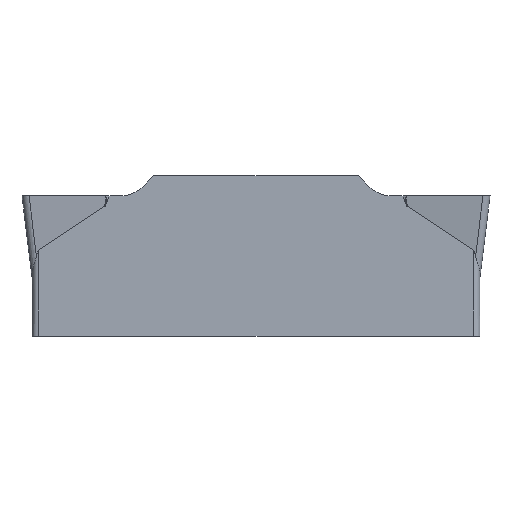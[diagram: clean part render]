
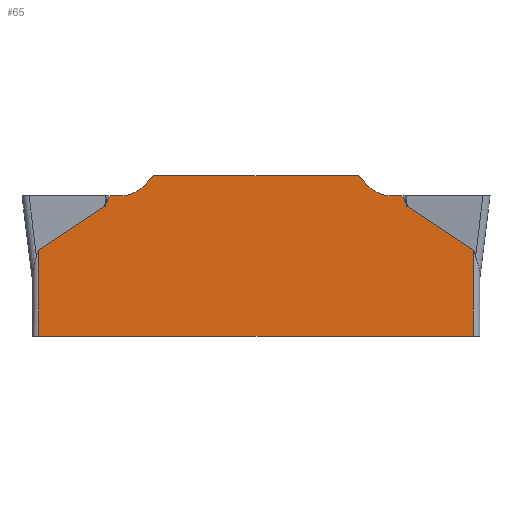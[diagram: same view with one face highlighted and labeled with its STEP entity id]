
A CAD part, left-side view. The second image highlights one B-rep face of the part: STEP entity #65.
In plain terms, the highlighted planar face has unit normal (-1, 0, 0).
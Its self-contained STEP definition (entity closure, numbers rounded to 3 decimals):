
#65=ADVANCED_FACE('',(#119),#99,.T.);
#99=PLANE('',#712);
#119=FACE_OUTER_BOUND('',#153,.T.);
#153=EDGE_LOOP('',(#195,#196,#197,#198,#199,#200,#201,#202,#203,#204,#205,
#206,#207,#208,#209,#210));
#187=CIRCLE('',#710,1.);
#188=CIRCLE('',#711,1.);
#195=ORIENTED_EDGE('',*,*,#451,.F.);
#196=ORIENTED_EDGE('',*,*,#452,.T.);
#197=ORIENTED_EDGE('',*,*,#453,.T.);
#198=ORIENTED_EDGE('',*,*,#454,.T.);
#199=ORIENTED_EDGE('',*,*,#455,.T.);
#200=ORIENTED_EDGE('',*,*,#456,.T.);
#201=ORIENTED_EDGE('',*,*,#457,.T.);
#202=ORIENTED_EDGE('',*,*,#458,.T.);
#203=ORIENTED_EDGE('',*,*,#459,.T.);
#204=ORIENTED_EDGE('',*,*,#460,.T.);
#205=ORIENTED_EDGE('',*,*,#461,.F.);
#206=ORIENTED_EDGE('',*,*,#462,.F.);
#207=ORIENTED_EDGE('',*,*,#463,.F.);
#208=ORIENTED_EDGE('',*,*,#464,.F.);
#209=ORIENTED_EDGE('',*,*,#465,.F.);
#210=ORIENTED_EDGE('',*,*,#466,.F.);
#387=VERTEX_POINT('',#951);
#388=VERTEX_POINT('',#952);
#389=VERTEX_POINT('',#954);
#390=VERTEX_POINT('',#968);
#391=VERTEX_POINT('',#970);
#392=VERTEX_POINT('',#972);
#393=VERTEX_POINT('',#974);
#394=VERTEX_POINT('',#976);
#395=VERTEX_POINT('',#978);
#396=VERTEX_POINT('',#989);
#397=VERTEX_POINT('',#991);
#398=VERTEX_POINT('',#993);
#399=VERTEX_POINT('',#995);
#400=VERTEX_POINT('',#997);
#401=VERTEX_POINT('',#999);
#402=VERTEX_POINT('',#1001);
#451=EDGE_CURVE('',#387,#388,#547,.T.);
#452=EDGE_CURVE('',#387,#389,#548,.T.);
#453=EDGE_CURVE('',#389,#390,#675,.T.);
#454=EDGE_CURVE('',#390,#391,#549,.T.);
#455=EDGE_CURVE('',#391,#392,#550,.T.);
#456=EDGE_CURVE('',#392,#393,#551,.T.);
#457=EDGE_CURVE('',#393,#394,#552,.T.);
#458=EDGE_CURVE('',#394,#395,#553,.T.);
#459=EDGE_CURVE('',#395,#396,#676,.T.);
#460=EDGE_CURVE('',#396,#397,#554,.T.);
#461=EDGE_CURVE('',#398,#397,#555,.T.);
#462=EDGE_CURVE('',#399,#398,#187,.T.);
#463=EDGE_CURVE('',#400,#399,#556,.T.);
#464=EDGE_CURVE('',#401,#400,#557,.T.);
#465=EDGE_CURVE('',#402,#401,#558,.T.);
#466=EDGE_CURVE('',#388,#402,#188,.T.);
#547=LINE('',#950,#607);
#548=LINE('',#953,#608);
#549=LINE('',#969,#609);
#550=LINE('',#971,#610);
#551=LINE('',#973,#611);
#552=LINE('',#975,#612);
#553=LINE('',#977,#613);
#554=LINE('',#990,#614);
#555=LINE('',#992,#615);
#556=LINE('',#996,#616);
#557=LINE('',#998,#617);
#558=LINE('',#1000,#618);
#607=VECTOR('',#766,1.);
#608=VECTOR('',#767,1.);
#609=VECTOR('',#768,1.);
#610=VECTOR('',#769,1.);
#611=VECTOR('',#770,1.);
#612=VECTOR('',#771,1.);
#613=VECTOR('',#772,1.);
#614=VECTOR('',#773,1.);
#615=VECTOR('',#774,1.);
#616=VECTOR('',#777,1.);
#617=VECTOR('',#778,1.);
#618=VECTOR('',#779,1.);
#675=B_SPLINE_CURVE_WITH_KNOTS('',3,(#955,#956,#957,#958,#959,#960,#961,
#962,#963,#964,#965,#966,#967),.UNSPECIFIED.,.F.,.F.,(4,3,3,3,4),(0.,0.487,
0.737,0.959,1.),.UNSPECIFIED.);
#676=B_SPLINE_CURVE_WITH_KNOTS('',3,(#979,#980,#981,#982,#983,#984,#985,
#986,#987,#988),.UNSPECIFIED.,.F.,.F.,(4,3,3,4),(0.,0.245,0.619,
1.),.UNSPECIFIED.);
#710=AXIS2_PLACEMENT_3D('',#994,#775,#776);
#711=AXIS2_PLACEMENT_3D('',#1002,#780,#781);
#712=AXIS2_PLACEMENT_3D('',#1003,#782,#783);
#766=DIRECTION('',(0.,-1.,0.));
#767=DIRECTION('',(0.,0.32,-0.947));
#768=DIRECTION('',(0.,0.833,-0.554));
#769=DIRECTION('',(0.,0.,-1.));
#770=DIRECTION('',(0.,-1.,0.));
#771=DIRECTION('',(0.,0.,1.));
#772=DIRECTION('',(0.,0.833,0.554));
#773=DIRECTION('',(0.,0.32,0.947));
#774=DIRECTION('',(0.,-1.,0.));
#775=DIRECTION('',(-1.,0.,0.));
#776=DIRECTION('',(0.,0.,1.));
#777=DIRECTION('',(0.,-0.707,-0.707));
#778=DIRECTION('',(0.,-1.,0.));
#779=DIRECTION('',(0.,-0.707,0.707));
#780=DIRECTION('',(-1.,0.,0.));
#781=DIRECTION('',(0.,0.,1.));
#782=DIRECTION('',(-1.,0.,0.));
#783=DIRECTION('',(0.,0.,1.));
#950=CARTESIAN_POINT('',(-0.615,13.7,0.));
#951=CARTESIAN_POINT('',(-0.615,11.394,0.));
#952=CARTESIAN_POINT('',(-0.615,11.069,0.));
#953=CARTESIAN_POINT('',(-0.615,11.447,-0.157));
#954=CARTESIAN_POINT('',(-0.615,11.474,-0.236));
#955=CARTESIAN_POINT('',(-0.615,11.474,-0.236));
#956=CARTESIAN_POINT('',(-0.615,11.478,-0.249));
#957=CARTESIAN_POINT('',(-0.615,11.483,-0.263));
#958=CARTESIAN_POINT('',(-0.615,11.489,-0.275));
#959=CARTESIAN_POINT('',(-0.615,11.492,-0.282));
#960=CARTESIAN_POINT('',(-0.615,11.496,-0.288));
#961=CARTESIAN_POINT('',(-0.615,11.5,-0.294));
#962=CARTESIAN_POINT('',(-0.615,11.503,-0.299));
#963=CARTESIAN_POINT('',(-0.615,11.507,-0.305));
#964=CARTESIAN_POINT('',(-0.615,11.512,-0.309));
#965=CARTESIAN_POINT('',(-0.615,11.513,-0.309));
#966=CARTESIAN_POINT('',(-0.615,11.514,-0.31));
#967=CARTESIAN_POINT('',(-0.615,11.515,-0.311));
#968=CARTESIAN_POINT('',(-0.615,11.515,-0.311));
#969=CARTESIAN_POINT('',(-0.615,12.608,-1.038));
#970=CARTESIAN_POINT('',(-0.615,13.5,-1.63));
#971=CARTESIAN_POINT('',(-0.615,13.5,-4.205));
#972=CARTESIAN_POINT('',(-0.615,13.5,-4.205));
#973=CARTESIAN_POINT('',(-0.615,13.7,-4.205));
#974=CARTESIAN_POINT('',(-0.615,0.48,-4.205));
#975=CARTESIAN_POINT('',(-0.615,0.48,0.605));
#976=CARTESIAN_POINT('',(-0.615,0.48,-1.63));
#977=CARTESIAN_POINT('',(-0.615,10.68,5.149));
#978=CARTESIAN_POINT('',(-0.615,2.465,-0.311));
#979=CARTESIAN_POINT('',(-0.615,2.465,-0.311));
#980=CARTESIAN_POINT('',(-0.615,2.471,-0.307));
#981=CARTESIAN_POINT('',(-0.615,2.476,-0.301));
#982=CARTESIAN_POINT('',(-0.615,2.48,-0.296));
#983=CARTESIAN_POINT('',(-0.615,2.486,-0.287));
#984=CARTESIAN_POINT('',(-0.615,2.49,-0.277));
#985=CARTESIAN_POINT('',(-0.615,2.495,-0.267));
#986=CARTESIAN_POINT('',(-0.615,2.499,-0.257));
#987=CARTESIAN_POINT('',(-0.615,2.503,-0.247));
#988=CARTESIAN_POINT('',(-0.615,2.506,-0.236));
#989=CARTESIAN_POINT('',(-0.615,2.506,-0.236));
#990=CARTESIAN_POINT('',(-0.615,3.91,3.915));
#991=CARTESIAN_POINT('',(-0.615,2.586,0.));
#992=CARTESIAN_POINT('',(-0.615,13.7,0.));
#993=CARTESIAN_POINT('',(-0.615,2.911,0.));
#994=CARTESIAN_POINT('',(-0.615,2.911,1.));
#995=CARTESIAN_POINT('',(-0.615,3.618,0.293));
#996=CARTESIAN_POINT('',(-0.615,8.815,5.49));
#997=CARTESIAN_POINT('',(-0.615,3.93,0.605));
#998=CARTESIAN_POINT('',(-0.615,13.7,0.605));
#999=CARTESIAN_POINT('',(-0.615,10.05,0.605));
#1000=CARTESIAN_POINT('',(-0.615,11.875,-1.22));
#1001=CARTESIAN_POINT('',(-0.615,10.362,0.293));
#1002=CARTESIAN_POINT('',(-0.615,11.069,1.));
#1003=CARTESIAN_POINT('',(-0.615,13.7,0.605));
